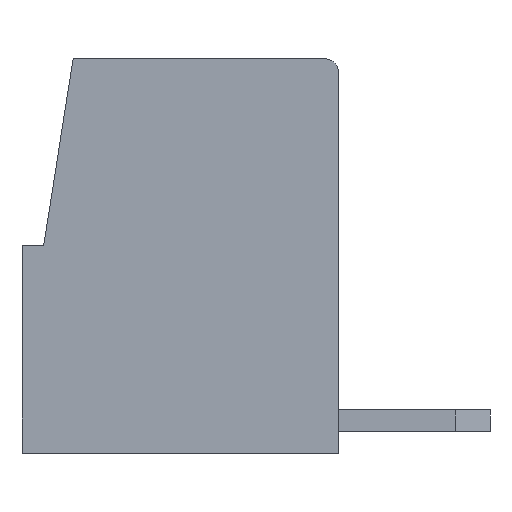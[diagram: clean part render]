
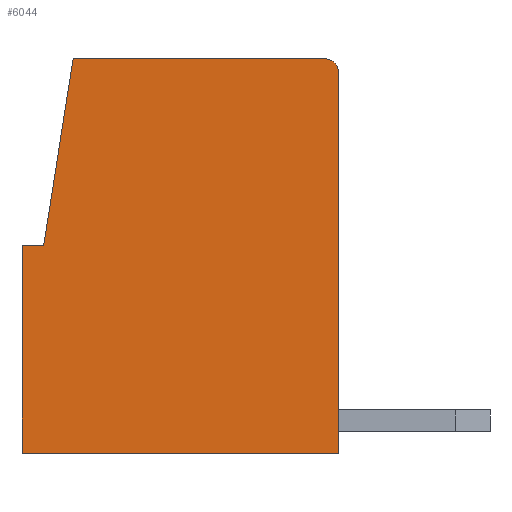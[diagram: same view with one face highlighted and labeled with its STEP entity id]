
A CAD part, left-side view. The second image highlights one B-rep face of the part: STEP entity #6044.
In plain terms, the highlighted planar face has unit normal (-1, 0, 0).
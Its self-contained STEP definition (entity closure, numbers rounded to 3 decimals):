
#63=PLANE('',#6304);
#273=CIRCLE('',#6293,0.3);
#396=ORIENTED_EDGE('',*,*,#1648,.T.);
#397=ORIENTED_EDGE('',*,*,#1605,.F.);
#398=ORIENTED_EDGE('',*,*,#1662,.F.);
#399=ORIENTED_EDGE('',*,*,#1663,.T.);
#400=ORIENTED_EDGE('',*,*,#1664,.T.);
#401=ORIENTED_EDGE('',*,*,#1606,.T.);
#402=ORIENTED_EDGE('',*,*,#1661,.T.);
#1605=EDGE_CURVE('',#2249,#2247,#273,.T.);
#1606=EDGE_CURVE('',#2250,#2251,#2674,.T.);
#1648=EDGE_CURVE('',#2289,#2247,#2715,.T.);
#1661=EDGE_CURVE('',#2251,#2289,#2728,.T.);
#1662=EDGE_CURVE('',#2296,#2249,#2729,.T.);
#1663=EDGE_CURVE('',#2296,#2297,#2730,.T.);
#1664=EDGE_CURVE('',#2297,#2250,#2731,.T.);
#2247=VERTEX_POINT('',#7748);
#2249=VERTEX_POINT('',#7752);
#2250=VERTEX_POINT('',#7756);
#2251=VERTEX_POINT('',#7757);
#2289=VERTEX_POINT('',#7839);
#2296=VERTEX_POINT('',#7867);
#2297=VERTEX_POINT('',#7869);
#2674=LINE('',#7755,#3276);
#2715=LINE('',#7838,#3317);
#2728=LINE('',#7864,#3330);
#2729=LINE('',#7866,#3331);
#2730=LINE('',#7868,#3332);
#2731=LINE('',#7870,#3333);
#3276=VECTOR('',#6586,1000.);
#3317=VECTOR('',#6633,1000.);
#3330=VECTOR('',#6658,1000.);
#3331=VECTOR('',#6661,1000.);
#3332=VECTOR('',#6662,1000.);
#3333=VECTOR('',#6663,1000.);
#3886=EDGE_LOOP('',(#396,#397,#398,#399,#400,#401,#402));
#4136=FACE_BOUND('',#3886,.T.);
#6044=ADVANCED_FACE('',(#4136),#63,.F.);
#6293=AXIS2_PLACEMENT_3D('',#7753,#6582,#6583);
#6304=AXIS2_PLACEMENT_3D('',#7865,#6659,#6660);
#6582=DIRECTION('',(1.,0.,0.));
#6583=DIRECTION('',(0.,-1.,0.));
#6586=DIRECTION('',(0.,0.,-1.));
#6633=DIRECTION('',(0.,0.,1.));
#6658=DIRECTION('',(0.,-1.,0.));
#6659=DIRECTION('',(1.,0.,0.));
#6660=DIRECTION('',(0.,1.,0.));
#6661=DIRECTION('',(0.,-1.,0.));
#6662=DIRECTION('',(0.,0.156,-0.988));
#6663=DIRECTION('',(0.,1.,0.));
#7748=CARTESIAN_POINT('',(-1.75,-7.3,8.8));
#7752=CARTESIAN_POINT('',(-1.75,-7.,9.1));
#7753=CARTESIAN_POINT('',(-1.75,-7.,8.8));
#7755=CARTESIAN_POINT('',(-1.75,0.,0.));
#7756=CARTESIAN_POINT('',(-1.75,0.,4.8));
#7757=CARTESIAN_POINT('',(-1.75,0.,0.));
#7838=CARTESIAN_POINT('',(-1.75,-7.3,0.));
#7839=CARTESIAN_POINT('',(-1.75,-7.3,0.));
#7864=CARTESIAN_POINT('',(-1.75,-3.5,0.));
#7865=CARTESIAN_POINT('',(-1.75,-11.88,0.));
#7866=CARTESIAN_POINT('',(-1.75,-3.5,9.1));
#7867=CARTESIAN_POINT('',(-1.75,-1.181,9.1));
#7868=CARTESIAN_POINT('',(-1.75,0.26,0.));
#7869=CARTESIAN_POINT('',(-1.75,-0.5,4.8));
#7870=CARTESIAN_POINT('',(-1.75,-3.5,4.8));
